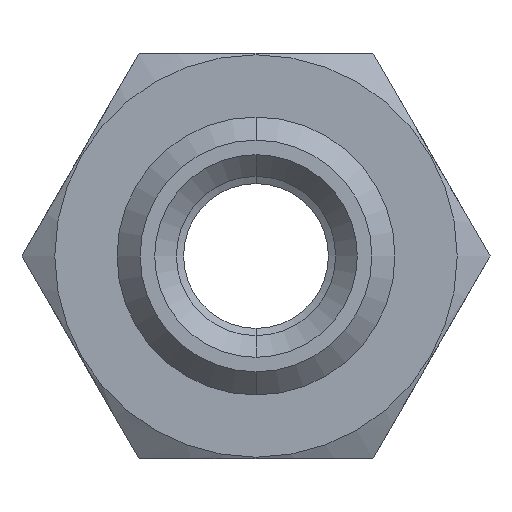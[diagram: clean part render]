
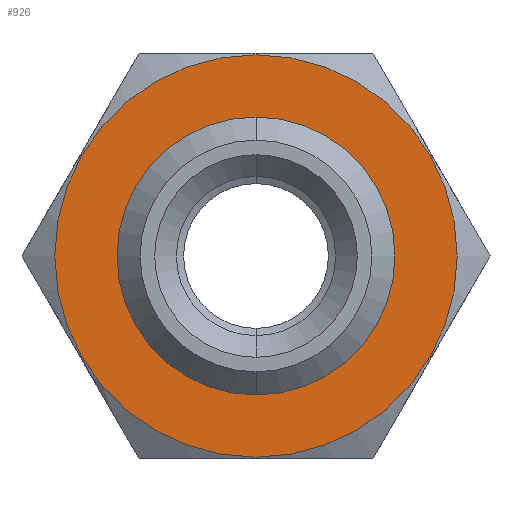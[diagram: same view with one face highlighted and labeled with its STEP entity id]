
A CAD part, front view. The second image highlights one B-rep face of the part: STEP entity #926.
In plain terms, the highlighted planar face has unit normal (0, -1, 0).
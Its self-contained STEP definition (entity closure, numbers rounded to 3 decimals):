
#64 = EDGE_CURVE ( 'NONE', #2252, #2258, #1834, .T. ) ;
#65 = EDGE_CURVE ( 'NONE', #411, #2274, #1851, .T. ) ;
#96 = EDGE_LOOP ( 'NONE', ( #272, #273 ) ) ;
#106 = EDGE_LOOP ( 'NONE', ( #270, #271 ) ) ;
#270 = ORIENTED_EDGE ( 'NONE', *, *, #64, .T. ) ;
#271 = ORIENTED_EDGE ( 'NONE', *, *, #1990, .T. ) ;
#272 = ORIENTED_EDGE ( 'NONE', *, *, #2100, .F. ) ;
#273 = ORIENTED_EDGE ( 'NONE', *, *, #65, .F. ) ;
#411 = VERTEX_POINT ( 'NONE', #665 ) ;
#538 = CARTESIAN_POINT ( 'NONE',  ( 0., 6., 0. ) ) ;
#539 = DIRECTION ( 'NONE',  ( 0., -1., 0. ) ) ;
#540 = DIRECTION ( 'NONE',  ( 0., 0., -1. ) ) ;
#541 = CARTESIAN_POINT ( 'NONE',  ( 0., 6., 0. ) ) ;
#542 = DIRECTION ( 'NONE',  ( 0., -1., 0. ) ) ;
#543 = DIRECTION ( 'NONE',  ( 0., 0., -1. ) ) ;
#665 = CARTESIAN_POINT ( 'NONE',  ( 0., 6., 4.8 ) ) ;
#787 = CARTESIAN_POINT ( 'NONE',  ( 4.8, 6., 0. ) ) ;
#791 = FACE_OUTER_BOUND ( 'NONE', #106, .T. ) ;
#792 = FACE_BOUND ( 'NONE', #96, .T. ) ;
#793 = PLANE ( 'NONE',  #2162 ) ;
#795 = DIRECTION ( 'NONE',  ( 0., -1., 0. ) ) ;
#796 = DIRECTION ( 'NONE',  ( 0., 0., -1. ) ) ;
#926 = ADVANCED_FACE ( 'NONE', ( #791, #792 ), #793, .T. ) ;
#1348 = CARTESIAN_POINT ( 'NONE',  ( 0., 6., 0. ) ) ;
#1349 = DIRECTION ( 'NONE',  ( 0., -1., 0. ) ) ;
#1350 = DIRECTION ( 'NONE',  ( 0., 0., -1. ) ) ;
#1490 = CARTESIAN_POINT ( 'NONE',  ( 0., 6., 0. ) ) ;
#1491 = DIRECTION ( 'NONE',  ( 0., -1., 0. ) ) ;
#1492 = DIRECTION ( 'NONE',  ( 0., 0., -1. ) ) ;
#1621 = CARTESIAN_POINT ( 'NONE',  ( 0., 6., 6.95 ) ) ;
#1625 = CARTESIAN_POINT ( 'NONE',  ( 0., 6., -6.95 ) ) ;
#1639 = CARTESIAN_POINT ( 'NONE',  ( 0., 6., -4.8 ) ) ;
#1807 = AXIS2_PLACEMENT_3D ( 'NONE', #538, #539, #540 ) ;
#1834 = CIRCLE ( 'NONE', #1807, 6.95 ) ;
#1843 = AXIS2_PLACEMENT_3D ( 'NONE', #541, #542, #543 ) ;
#1851 = CIRCLE ( 'NONE', #1843, 4.8 ) ;
#1899 = CIRCLE ( 'NONE', #1902, 4.8 ) ;
#1902 = AXIS2_PLACEMENT_3D ( 'NONE', #1490, #1491, #1492 ) ;
#1990 = EDGE_CURVE ( 'NONE', #2258, #2252, #2030, .T. ) ;
#2016 = AXIS2_PLACEMENT_3D ( 'NONE', #1348, #1349, #1350 ) ;
#2030 = CIRCLE ( 'NONE', #2016, 6.95 ) ;
#2100 = EDGE_CURVE ( 'NONE', #2274, #411, #1899, .T. ) ;
#2162 = AXIS2_PLACEMENT_3D ( 'NONE', #787, #795, #796 ) ;
#2252 = VERTEX_POINT ( 'NONE', #1621 ) ;
#2258 = VERTEX_POINT ( 'NONE', #1625 ) ;
#2274 = VERTEX_POINT ( 'NONE', #1639 ) ;
